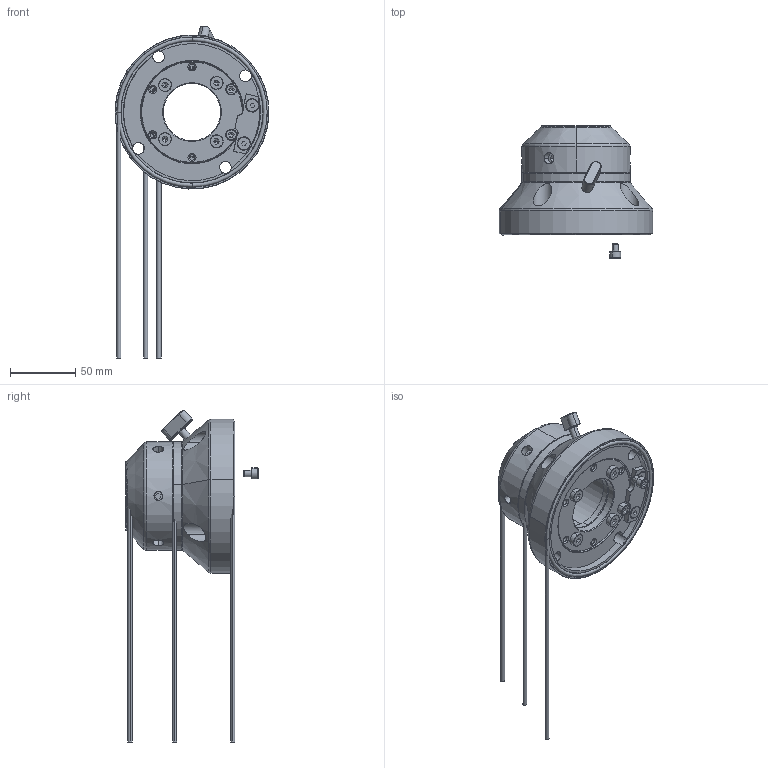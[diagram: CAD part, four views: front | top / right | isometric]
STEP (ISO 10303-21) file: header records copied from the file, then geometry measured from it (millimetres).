
FILE_DESCRIPTION (( 'STEP AP214' ), '1' );
FILE_NAME ('57016602.STEP', '2008-06-24T11:17:09', ( '' ), ( '' ), 'SwSTEP 2.0', 'SolidWorks 2008', '' );
FILE_SCHEMA (( 'AUTOMOTIVE_DESIGN' ));
Length unit declared in the file: millimetre
Products named in the file (16): 93660_Standard; 93657_Standard; 84147_Standard; 93659_Standard; 93663_Standard; 93090_Standard; 57016602; 84143_Standard; 84146_Standard; 84347_Standard; 82391_Standard; 84145_Standard; 84139_Standard; 93658_Standard; 82389_Standard; 82025_Standard
Assembly tree (23 placements, depth 2):
  57016602
    93090_Standard  x2
    84145_Standard  x2
    93660_Standard  x4
    93658_Standard  x3
    93657_Standard  x2
    93659_Standard
    84143_Standard
    82389_Standard
    84146_Standard
    84147_Standard
    82025_Standard
    84139_Standard
    93663_Standard
    84347_Standard
    82391_Standard
Bounding box: 117.9 x 101.5 x 254.36 mm (x, y, z)
Volume: 376806.6 mm3; surface area: 120188.6 mm2
Topology: 26 solids, 26 shells, 665 faces, 1449 edges, 847 vertices
Faces by surface type: plane 213, cone 209, cylinder 187, torus 44, bspline 12
Entity records: 15554 total; most frequent: CARTESIAN_POINT 3464, DIRECTION 2504, ORIENTED_EDGE 2132, EDGE_CURVE 1066, AXIS2_PLACEMENT_3D 1008, VERTEX_POINT 632, EDGE_LOOP 568, CIRCLE 500
